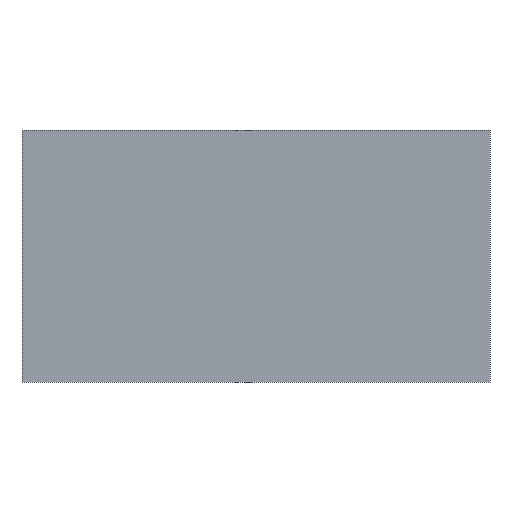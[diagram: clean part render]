
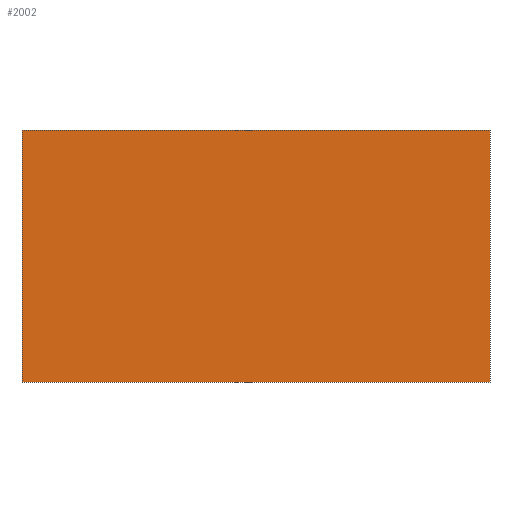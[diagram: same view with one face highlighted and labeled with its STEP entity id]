
A CAD part, front view. The second image highlights one B-rep face of the part: STEP entity #2002.
In plain terms, the highlighted planar face has unit normal (0, -1, 0).
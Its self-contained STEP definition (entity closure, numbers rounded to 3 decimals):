
#1385=CARTESIAN_POINT('Vertex',(-190.,57.,-70.)) ;
#1392=CARTESIAN_POINT('Vertex',(70.,57.,-70.)) ;
#1395=CARTESIAN_POINT('Line Origine',(-60.,57.,-70.)) ;
#1416=CARTESIAN_POINT('Vertex',(70.,57.,70.)) ;
#1419=CARTESIAN_POINT('Line Origine',(70.,57.,0.)) ;
#1440=CARTESIAN_POINT('Vertex',(-190.,57.,70.)) ;
#1443=CARTESIAN_POINT('Line Origine',(-60.,57.,70.)) ;
#1460=CARTESIAN_POINT('Line Origine',(-190.,57.,0.)) ;
#1991=CARTESIAN_POINT('Axis2P3D Location',(-190.,57.,-70.)) ;
#1396=DIRECTION('Vector Direction',(1.,0.,0.)) ;
#1420=DIRECTION('Vector Direction',(0.,0.,1.)) ;
#1444=DIRECTION('Vector Direction',(-1.,0.,0.)) ;
#1461=DIRECTION('Vector Direction',(0.,0.,-1.)) ;
#1992=DIRECTION('Axis2P3D Direction',(0.,-1.,0.)) ;
#1993=DIRECTION('Axis2P3D XDirection',(1.,0.,0.)) ;
#1994=AXIS2_PLACEMENT_3D('Plane Axis2P3D',#1991,#1992,#1993) ;
#1997=ORIENTED_EDGE('',*,*,#1399,.T.) ;
#1998=ORIENTED_EDGE('',*,*,#1423,.T.) ;
#1999=ORIENTED_EDGE('',*,*,#1447,.T.) ;
#2000=ORIENTED_EDGE('',*,*,#1464,.T.) ;
#1397=VECTOR('Line Direction',#1396,1.) ;
#1421=VECTOR('Line Direction',#1420,1.) ;
#1445=VECTOR('Line Direction',#1444,1.) ;
#1462=VECTOR('Line Direction',#1461,1.) ;
#2002=ADVANCED_FACE('PartBody',(#2001),#1995,.T.) ;
#1399=EDGE_CURVE('',#1386,#1393,#1398,.T.) ;
#1423=EDGE_CURVE('',#1393,#1417,#1422,.T.) ;
#1447=EDGE_CURVE('',#1417,#1441,#1446,.T.) ;
#1464=EDGE_CURVE('',#1441,#1386,#1463,.T.) ;
#1996=EDGE_LOOP('',(#1997,#1998,#1999,#2000)) ;
#2001=FACE_OUTER_BOUND('',#1996,.T.) ;
#1398=LINE('Line',#1395,#1397) ;
#1422=LINE('Line',#1419,#1421) ;
#1446=LINE('Line',#1443,#1445) ;
#1463=LINE('Line',#1460,#1462) ;
#1995=PLANE('',#1994) ;
#1386=VERTEX_POINT('',#1385) ;
#1393=VERTEX_POINT('',#1392) ;
#1417=VERTEX_POINT('',#1416) ;
#1441=VERTEX_POINT('',#1440) ;
